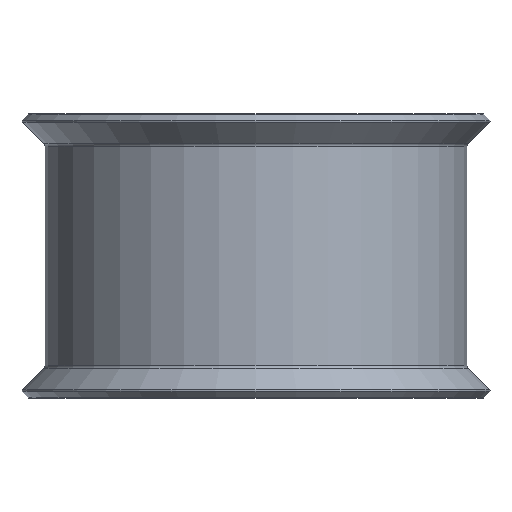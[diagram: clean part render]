
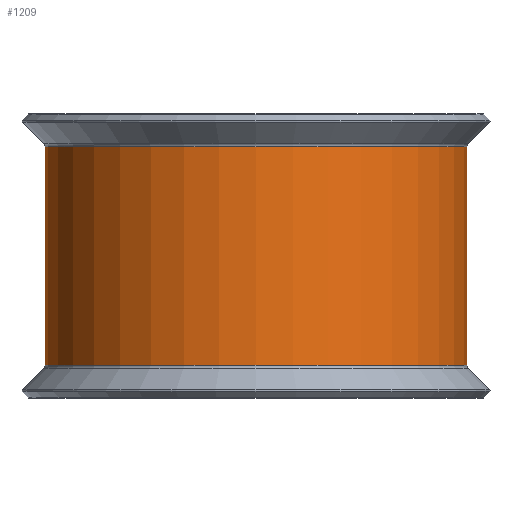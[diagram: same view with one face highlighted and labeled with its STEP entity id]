
A CAD part, front view. The second image highlights one B-rep face of the part: STEP entity #1209.
In plain terms, the highlighted cylindrical face has radius 11.748 mm (diameter 23.495 mm), a partial arc.
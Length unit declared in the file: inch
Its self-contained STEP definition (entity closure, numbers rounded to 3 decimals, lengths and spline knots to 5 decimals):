
#85 = LINE ( 'NONE', #1189, #1934 ) ;
#179 = ORIENTED_EDGE ( 'NONE', *, *, #1384, .F. ) ;
#300 = LINE ( 'NONE', #1144, #2765 ) ;
#389 = FACE_OUTER_BOUND ( 'NONE', #943, .T. ) ;
#461 = VERTEX_POINT ( 'NONE', #1566 ) ;
#467 = ORIENTED_EDGE ( 'NONE', *, *, #2340, .T. ) ;
#765 = AXIS2_PLACEMENT_3D ( 'NONE', #829, #2952, #1308 ) ;
#794 = CARTESIAN_POINT ( 'NONE',  ( 0.4375, -0.906, 0.23972 ) ) ;
#829 = CARTESIAN_POINT ( 'NONE',  ( 0.4375, -0.906, 0.3125 ) ) ;
#943 = EDGE_LOOP ( 'NONE', ( #2911, #2789, #179, #467 ) ) ;
#1005 = CARTESIAN_POINT ( 'NONE',  ( -0.025, -0.906, -0.23972 ) ) ;
#1035 = AXIS2_PLACEMENT_3D ( 'NONE', #794, #2420, #1036 ) ;
#1036 = DIRECTION ( 'NONE',  ( -1., 0., 0. ) ) ;
#1144 = CARTESIAN_POINT ( 'NONE',  ( 0.4375, -0.4435, 0.3125 ) ) ;
#1189 = CARTESIAN_POINT ( 'NONE',  ( -0.025, -0.906, 0.3125 ) ) ;
#1209 = ADVANCED_FACE ( 'NONE', ( #389 ), #1439, .T. ) ;
#1293 = CARTESIAN_POINT ( 'NONE',  ( 0.4375, -0.906, -0.23972 ) ) ;
#1308 = DIRECTION ( 'NONE',  ( -1., 0., 0. ) ) ;
#1384 = EDGE_CURVE ( 'NONE', #461, #2923, #300, .T. ) ;
#1405 = CARTESIAN_POINT ( 'NONE',  ( -0.025, -0.906, 0.23972 ) ) ;
#1414 = DIRECTION ( 'NONE',  ( 0., 0., -1. ) ) ;
#1439 = CYLINDRICAL_SURFACE ( 'NONE', #765, 0.4625 ) ;
#1513 = DIRECTION ( 'NONE',  ( -1., 0., 0. ) ) ;
#1566 = CARTESIAN_POINT ( 'NONE',  ( 0.4375, -0.4435, 0.23972 ) ) ;
#1773 = AXIS2_PLACEMENT_3D ( 'NONE', #1293, #2941, #1513 ) ;
#1779 = EDGE_CURVE ( 'NONE', #2923, #2808, #2566, .T. ) ;
#1833 = CARTESIAN_POINT ( 'NONE',  ( 0.4375, -0.4435, -0.23972 ) ) ;
#1934 = VECTOR ( 'NONE', #1414, 39.37008 ) ;
#2098 = CIRCLE ( 'NONE', #1035, 0.4625 ) ;
#2340 = EDGE_CURVE ( 'NONE', #461, #2989, #2098, .T. ) ;
#2420 = DIRECTION ( 'NONE',  ( 0., 0., -1. ) ) ;
#2512 = DIRECTION ( 'NONE',  ( 0., 0., -1. ) ) ;
#2566 = CIRCLE ( 'NONE', #1773, 0.4625 ) ;
#2765 = VECTOR ( 'NONE', #2512, 39.37008 ) ;
#2789 = ORIENTED_EDGE ( 'NONE', *, *, #1779, .F. ) ;
#2808 = VERTEX_POINT ( 'NONE', #1005 ) ;
#2911 = ORIENTED_EDGE ( 'NONE', *, *, #3028, .T. ) ;
#2923 = VERTEX_POINT ( 'NONE', #1833 ) ;
#2941 = DIRECTION ( 'NONE',  ( 0., 0., -1. ) ) ;
#2952 = DIRECTION ( 'NONE',  ( 0., 0., -1. ) ) ;
#2989 = VERTEX_POINT ( 'NONE', #1405 ) ;
#3028 = EDGE_CURVE ( 'NONE', #2989, #2808, #85, .T. ) ;
